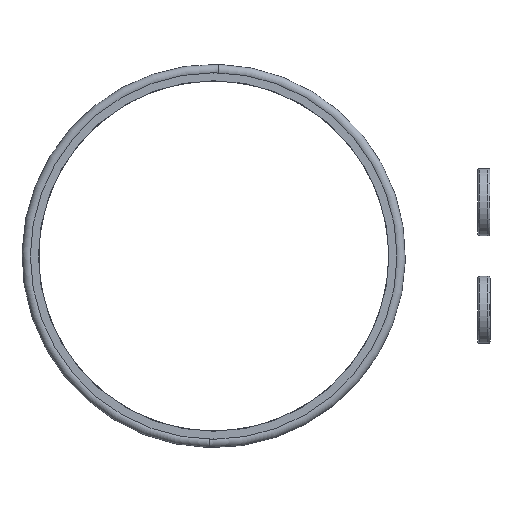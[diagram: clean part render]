
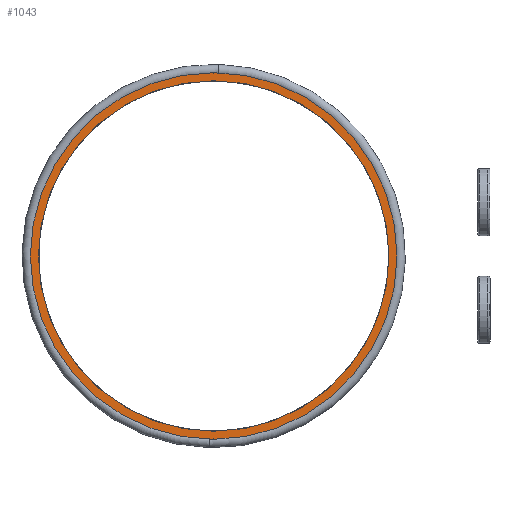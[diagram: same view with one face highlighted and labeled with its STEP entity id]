
A CAD part, front view. The second image highlights one B-rep face of the part: STEP entity #1043.
In plain terms, the highlighted face is planar.
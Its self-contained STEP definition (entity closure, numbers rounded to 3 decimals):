
#109 = CIRCLE ( 'NONE', #147, 27.2 ) ;
#147 = AXIS2_PLACEMENT_3D ( 'NONE', #689, #1004, #581 ) ;
#260 = EDGE_CURVE ( 'NONE', #960, #1311, #526, .T. ) ;
#268 = VERTEX_POINT ( 'NONE', #559 ) ;
#302 = DIRECTION ( 'NONE',  ( 0., 0., 1. ) ) ;
#309 = CARTESIAN_POINT ( 'NONE',  ( 0., 1.1, -27.2 ) ) ;
#310 = CARTESIAN_POINT ( 'NONE',  ( 0., 1.1, -26. ) ) ;
#318 = AXIS2_PLACEMENT_3D ( 'NONE', #998, #1082, #787 ) ;
#387 = EDGE_LOOP ( 'NONE', ( #1172, #409 ) ) ;
#388 = EDGE_CURVE ( 'NONE', #1311, #960, #595, .T. ) ;
#409 = ORIENTED_EDGE ( 'NONE', *, *, #621, .T. ) ;
#411 = FACE_BOUND ( 'NONE', #985, .T. ) ;
#415 = FACE_OUTER_BOUND ( 'NONE', #387, .T. ) ;
#443 = AXIS2_PLACEMENT_3D ( 'NONE', #618, #1036, #515 ) ;
#515 = DIRECTION ( 'NONE',  ( 0., 0., 1. ) ) ;
#526 = CIRCLE ( 'NONE', #318, 26. ) ;
#559 = CARTESIAN_POINT ( 'NONE',  ( 0., 1.1, 27.2 ) ) ;
#575 = AXIS2_PLACEMENT_3D ( 'NONE', #1242, #1081, #302 ) ;
#581 = DIRECTION ( 'NONE',  ( 0., 0., 1. ) ) ;
#595 = CIRCLE ( 'NONE', #443, 26. ) ;
#618 = CARTESIAN_POINT ( 'NONE',  ( 0., 1.1, 0. ) ) ;
#621 = EDGE_CURVE ( 'NONE', #1252, #268, #931, .T. ) ;
#645 = DIRECTION ( 'NONE',  ( 0., 0., -1. ) ) ;
#689 = CARTESIAN_POINT ( 'NONE',  ( 0., 1.1, 0. ) ) ;
#712 = EDGE_CURVE ( 'NONE', #268, #1252, #109, .T. ) ;
#732 = CARTESIAN_POINT ( 'NONE',  ( 0., 1.1, 26. ) ) ;
#737 = CARTESIAN_POINT ( 'NONE',  ( 26., 1.1, 0. ) ) ;
#787 = DIRECTION ( 'NONE',  ( 0., 0., 1. ) ) ;
#833 = PLANE ( 'NONE',  #1070 ) ;
#845 = DIRECTION ( 'NONE',  ( 0., -1., 0. ) ) ;
#903 = ORIENTED_EDGE ( 'NONE', *, *, #388, .F. ) ;
#931 = CIRCLE ( 'NONE', #575, 27.2 ) ;
#933 = ORIENTED_EDGE ( 'NONE', *, *, #260, .F. ) ;
#960 = VERTEX_POINT ( 'NONE', #310 ) ;
#985 = EDGE_LOOP ( 'NONE', ( #903, #933 ) ) ;
#998 = CARTESIAN_POINT ( 'NONE',  ( 0., 1.1, 0. ) ) ;
#1004 = DIRECTION ( 'NONE',  ( 0., 1., 0. ) ) ;
#1036 = DIRECTION ( 'NONE',  ( 0., 1., 0. ) ) ;
#1043 = ADVANCED_FACE ( 'NONE', ( #411, #415 ), #833, .F. ) ;
#1070 = AXIS2_PLACEMENT_3D ( 'NONE', #737, #845, #645 ) ;
#1081 = DIRECTION ( 'NONE',  ( 0., 1., 0. ) ) ;
#1082 = DIRECTION ( 'NONE',  ( 0., 1., 0. ) ) ;
#1172 = ORIENTED_EDGE ( 'NONE', *, *, #712, .T. ) ;
#1242 = CARTESIAN_POINT ( 'NONE',  ( 0., 1.1, 0. ) ) ;
#1252 = VERTEX_POINT ( 'NONE', #309 ) ;
#1311 = VERTEX_POINT ( 'NONE', #732 ) ;
